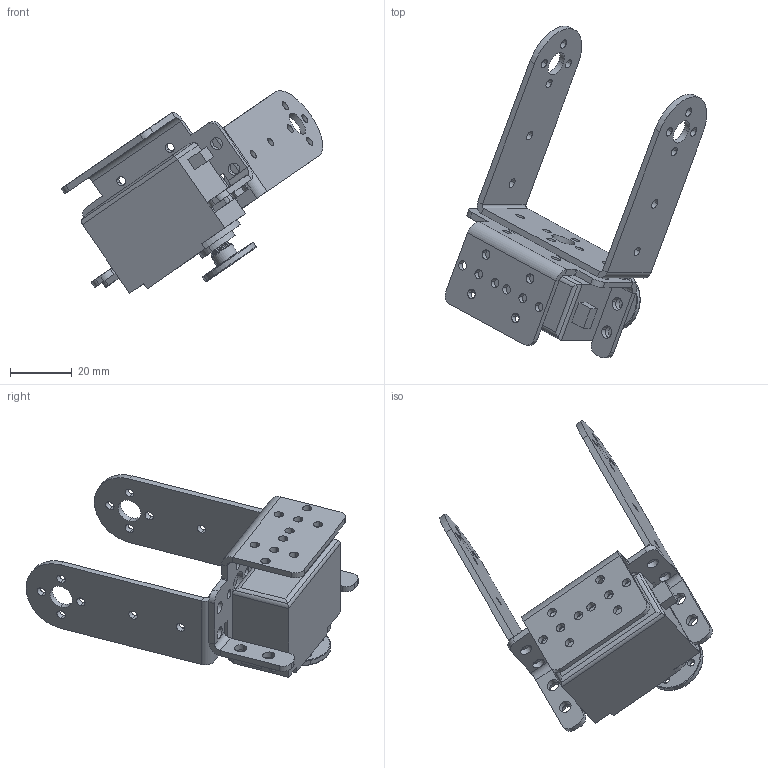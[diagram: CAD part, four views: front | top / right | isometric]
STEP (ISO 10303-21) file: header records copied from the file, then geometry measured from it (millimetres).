
FILE_DESCRIPTION (( 'STEP AP203' ), '1' );
FILE_NAME ('Joint_3_modelo_6R.ipt_Predeterminado_sldprt.STEP', '2020-07-01T22:03:01', ( '' ), ( '' ), 'SwSTEP 2.0', 'SolidWorks 2020', '' );
FILE_SCHEMA (( 'CONFIG_CONTROL_DESIGN' ));
Length unit declared in the file: millimetre
Products named in the file (1): Joint_3_modelo_6R.ipt_Predeterminado_sldprt
Bounding box: 84.88 x 107.68 x 65.71 mm (x, y, z)
Volume: 40331.9 mm3; surface area: 21336.2 mm2
Topology: 1 solids, 1 shells, 355 faces, 972 edges, 617 vertices
Faces by surface type: cylinder 196, plane 149, torus 8, cone 2
Entity records: 11568 total; most frequent: DIRECTION 2093, CARTESIAN_POINT 1969, ORIENTED_EDGE 1944, EDGE_CURVE 972, AXIS2_PLACEMENT_3D 773, VERTEX_POINT 617, LINE 547, VECTOR 547
